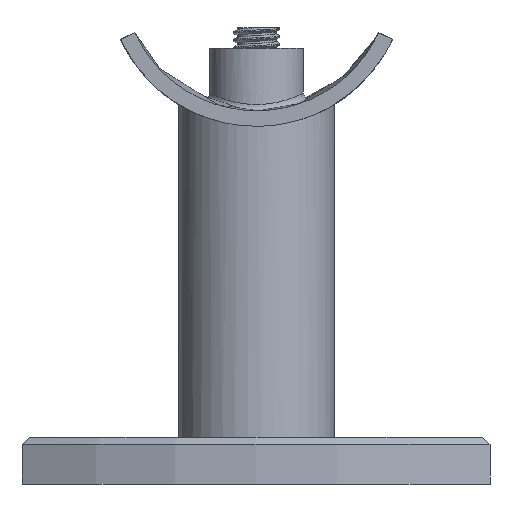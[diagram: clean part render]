
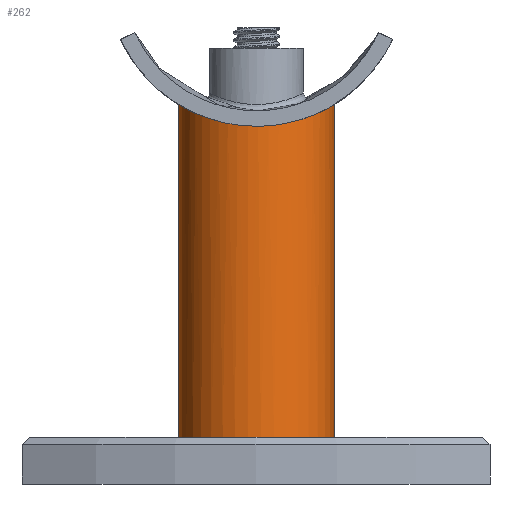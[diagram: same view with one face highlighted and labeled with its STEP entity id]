
A CAD part, front view. The second image highlights one B-rep face of the part: STEP entity #262.
In plain terms, the highlighted cylindrical face has radius 10 mm (diameter 20 mm), a full revolution.
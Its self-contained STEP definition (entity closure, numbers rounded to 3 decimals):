
#262=ADVANCED_FACE('',(#412,#413),#334,.T.);
#334=CYLINDRICAL_SURFACE('',#1166,10.);
#358=B_SPLINE_CURVE_WITH_KNOTS('',3,(#1516,#1517,#1518,#1519,#1520,#1521,
#1522,#1523,#1524,#1525,#1526,#1527,#1528,#1529,#1530,#1531,#1532,#1533,
#1534,#1535,#1536,#1537,#1538,#1539,#1540,#1541,#1542,#1543,#1544,#1545,
#1546,#1547,#1548,#1549,#1550,#1551,#1552,#1553,#1554,#1555,#1556,#1557,
#1558,#1559,#1560,#1561,#1562,#1563,#1564,#1565,#1566,#1567,#1568,#1569,
#1570,#1571,#1572,#1573,#1574,#1575,#1576,#1577,#1578,#1579,#1580,#1581,
#1582,#1583,#1584,#1585,#1586,#1587,#1588,#1589,#1590,#1591,#1592,#1593,
#1594,#1595,#1596,#1597,#1598,#1599,#1600,#1601,#1602,#1603,#1604,#1605,
#1606),.UNSPECIFIED.,.T.,.F.,(2,2,2,2,2,2,2,2,2,1,2,2,2,2,2,2,2,2,2,2,2,
2,2,2,2,2,2,2,2,2,2,2,2,2,2,2,2,2,2,2,2,2,2,2,2,2,2,2),(-0.016,
0.,0.031,0.047,0.063,0.094,
0.125,0.156,0.172,0.188,
0.203,0.219,0.25,0.266,0.281,
0.313,0.344,0.359,0.375,0.406,
0.437,0.469,0.484,0.5,
0.516,0.531,0.562,0.578,
0.594,0.625,0.656,0.672,
0.687,0.719,0.734,0.75,
0.766,0.781,0.812,0.844,
0.875,0.891,0.906,0.937,
0.969,0.984,1.,1.031),.UNSPECIFIED.);
#412=FACE_BOUND('',#474,.T.);
#413=FACE_BOUND('',#475,.T.);
#474=EDGE_LOOP('',(#580));
#475=EDGE_LOOP('',(#581));
#580=ORIENTED_EDGE('',*,*,#950,.T.);
#581=ORIENTED_EDGE('',*,*,#951,.F.);
#852=VERTEX_POINT('',#1515);
#853=VERTEX_POINT('',#1607);
#950=EDGE_CURVE('',#852,#852,#1086,.T.);
#951=EDGE_CURVE('',#853,#853,#358,.T.);
#1086=CIRCLE('',#1165,10.);
#1165=AXIS2_PLACEMENT_3D('',#1514,#1269,#1270);
#1166=AXIS2_PLACEMENT_3D('',#1608,#1271,#1272);
#1269=DIRECTION('',(0.,0.,1.));
#1270=DIRECTION('',(1.,0.,0.));
#1271=DIRECTION('',(0.,0.,-1.));
#1272=DIRECTION('',(-1.,0.,0.));
#1514=CARTESIAN_POINT('',(0.,-37.5,0.));
#1515=CARTESIAN_POINT('',(10.,-37.5,0.));
#1516=CARTESIAN_POINT('',(-2.97,-27.946,40.427));
#1517=CARTESIAN_POINT('',(-3.91,-28.272,40.574));
#1518=CARTESIAN_POINT('',(-4.501,-28.547,40.695));
#1519=CARTESIAN_POINT('',(-5.337,-29.037,40.901));
#1520=CARTESIAN_POINT('',(-5.608,-29.214,40.973));
#1521=CARTESIAN_POINT('',(-6.133,-29.595,41.125));
#1522=CARTESIAN_POINT('',(-6.388,-29.799,41.204));
#1523=CARTESIAN_POINT('',(-7.113,-30.442,41.442));
#1524=CARTESIAN_POINT('',(-7.55,-30.911,41.605));
#1525=CARTESIAN_POINT('',(-8.333,-31.934,41.922));
#1526=CARTESIAN_POINT('',(-8.68,-32.493,42.076));
#1527=CARTESIAN_POINT('',(-9.253,-33.654,42.343));
#1528=CARTESIAN_POINT('',(-9.484,-34.261,42.459));
#1529=CARTESIAN_POINT('',(-9.741,-35.216,42.59));
#1530=CARTESIAN_POINT('',(-9.812,-35.544,42.627));
#1531=CARTESIAN_POINT('',(-9.92,-36.198,42.684));
#1532=CARTESIAN_POINT('',(-9.995,-36.854,42.724));
#1533=CARTESIAN_POINT('',(-10.005,-37.514,42.73));
#1534=CARTESIAN_POINT('',(-9.983,-38.176,42.717));
#1535=CARTESIAN_POINT('',(-9.954,-38.51,42.702));
#1536=CARTESIAN_POINT('',(-9.82,-39.503,42.631));
#1537=CARTESIAN_POINT('',(-9.667,-40.143,42.551));
#1538=CARTESIAN_POINT('',(-9.346,-41.072,42.391));
#1539=CARTESIAN_POINT('',(-9.223,-41.378,42.331));
#1540=CARTESIAN_POINT('',(-8.949,-41.974,42.201));
#1541=CARTESIAN_POINT('',(-8.799,-42.263,42.131));
#1542=CARTESIAN_POINT('',(-8.309,-43.101,41.913));
#1543=CARTESIAN_POINT('',(-7.932,-43.624,41.754));
#1544=CARTESIAN_POINT('',(-7.072,-44.6,41.429));
#1545=CARTESIAN_POINT('',(-6.602,-45.039,41.267));
#1546=CARTESIAN_POINT('',(-5.836,-45.627,41.037));
#1547=CARTESIAN_POINT('',(-5.571,-45.811,40.963));
#1548=CARTESIAN_POINT('',(-5.019,-46.155,40.821));
#1549=CARTESIAN_POINT('',(-4.731,-46.316,40.752));
#1550=CARTESIAN_POINT('',(-3.853,-46.751,40.564));
#1551=CARTESIAN_POINT('',(-3.243,-46.982,40.46));
#1552=CARTESIAN_POINT('',(-1.975,-47.325,40.303));
#1553=CARTESIAN_POINT('',(-1.308,-47.436,40.25));
#1554=CARTESIAN_POINT('',(0.014,-47.522,40.21));
#1555=CARTESIAN_POINT('',(0.674,-47.499,40.22));
#1556=CARTESIAN_POINT('',(1.665,-47.366,40.283));
#1557=CARTESIAN_POINT('',(1.995,-47.305,40.312));
#1558=CARTESIAN_POINT('',(2.638,-47.151,40.382));
#1559=CARTESIAN_POINT('',(2.954,-47.059,40.424));
#1560=CARTESIAN_POINT('',(3.574,-46.845,40.521));
#1561=CARTESIAN_POINT('',(3.878,-46.723,40.575));
#1562=CARTESIAN_POINT('',(4.475,-46.449,40.695));
#1563=CARTESIAN_POINT('',(4.767,-46.296,40.761));
#1564=CARTESIAN_POINT('',(5.611,-45.803,40.968));
#1565=CARTESIAN_POINT('',(6.133,-45.425,41.12));
#1566=CARTESIAN_POINT('',(6.86,-44.783,41.359));
#1567=CARTESIAN_POINT('',(7.094,-44.555,41.441));
#1568=CARTESIAN_POINT('',(7.535,-44.082,41.603));
#1569=CARTESIAN_POINT('',(7.743,-43.836,41.684));
#1570=CARTESIAN_POINT('',(8.329,-43.071,41.92));
#1571=CARTESIAN_POINT('',(8.671,-42.524,42.072));
#1572=CARTESIAN_POINT('',(9.254,-41.347,42.344));
#1573=CARTESIAN_POINT('',(9.485,-40.736,42.459));
#1574=CARTESIAN_POINT('',(9.74,-39.789,42.59));
#1575=CARTESIAN_POINT('',(9.81,-39.468,42.626));
#1576=CARTESIAN_POINT('',(9.919,-38.814,42.683));
#1577=CARTESIAN_POINT('',(9.957,-38.48,42.704));
#1578=CARTESIAN_POINT('',(10.022,-37.481,42.739));
#1579=CARTESIAN_POINT('',(9.999,-36.82,42.726));
#1580=CARTESIAN_POINT('',(9.866,-35.836,42.656));
#1581=CARTESIAN_POINT('',(9.805,-35.507,42.624));
#1582=CARTESIAN_POINT('',(9.651,-34.86,42.544));
#1583=CARTESIAN_POINT('',(9.559,-34.544,42.497));
#1584=CARTESIAN_POINT('',(9.345,-33.925,42.39));
#1585=CARTESIAN_POINT('',(9.223,-33.622,42.331));
#1586=CARTESIAN_POINT('',(8.951,-33.029,42.202));
#1587=CARTESIAN_POINT('',(8.799,-32.738,42.132));
#1588=CARTESIAN_POINT('',(8.305,-31.892,41.911));
#1589=CARTESIAN_POINT('',(7.927,-31.37,41.753));
#1590=CARTESIAN_POINT('',(7.075,-30.404,41.43));
#1591=CARTESIAN_POINT('',(6.596,-29.956,41.265));
#1592=CARTESIAN_POINT('',(5.571,-29.171,40.958));
#1593=CARTESIAN_POINT('',(5.024,-28.829,40.815));
#1594=CARTESIAN_POINT('',(4.145,-28.394,40.627));
#1595=CARTESIAN_POINT('',(3.841,-28.261,40.569));
#1596=CARTESIAN_POINT('',(3.224,-28.028,40.464));
#1597=CARTESIAN_POINT('',(2.912,-27.928,40.418));
#1598=CARTESIAN_POINT('',(1.961,-27.672,40.301));
#1599=CARTESIAN_POINT('',(1.31,-27.564,40.25));
#1600=CARTESIAN_POINT('',(-0.028,-27.478,40.209));
#1601=CARTESIAN_POINT('',(-0.694,-27.502,40.221));
#1602=CARTESIAN_POINT('',(-1.676,-27.636,40.284));
#1603=CARTESIAN_POINT('',(-2.002,-27.697,40.312));
#1604=CARTESIAN_POINT('',(-2.649,-27.851,40.384));
#1605=CARTESIAN_POINT('',(-2.97,-27.946,40.427));
#1606=CARTESIAN_POINT('',(-3.91,-28.272,40.574));
#1607=CARTESIAN_POINT('',(-3.284,-28.054,40.476));
#1608=CARTESIAN_POINT('',(0.,-37.5,76.2));
